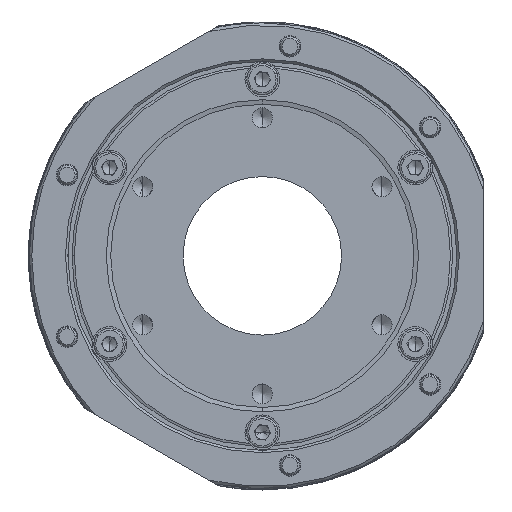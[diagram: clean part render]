
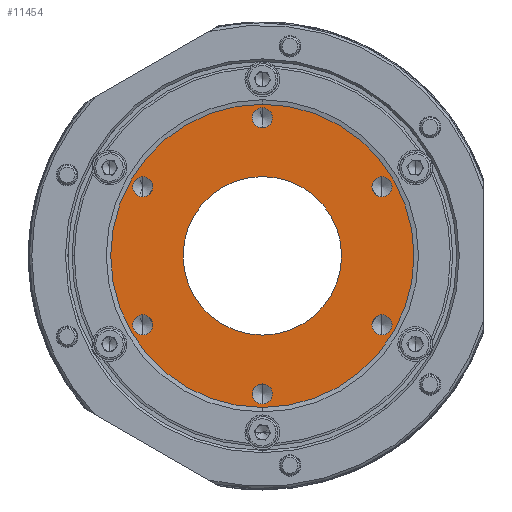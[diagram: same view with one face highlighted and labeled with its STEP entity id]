
A CAD part, left-side view. The second image highlights one B-rep face of the part: STEP entity #11454.
In plain terms, the highlighted planar face has unit normal (-1, 0, 0).
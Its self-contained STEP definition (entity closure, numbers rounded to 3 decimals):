
#671=FACE_BOUND('',#2085,.T.);
#672=FACE_BOUND('',#2086,.T.);
#673=FACE_BOUND('',#2087,.T.);
#674=FACE_BOUND('',#2088,.T.);
#675=FACE_BOUND('',#2089,.T.);
#676=FACE_BOUND('',#2090,.T.);
#677=FACE_BOUND('',#2091,.T.);
#821=PLANE('',#12516);
#1311=FACE_OUTER_BOUND('',#2084,.T.);
#2084=EDGE_LOOP('',(#8938,#8939));
#2085=EDGE_LOOP('',(#8940,#8941));
#2086=EDGE_LOOP('',(#8942,#8943));
#2087=EDGE_LOOP('',(#8944,#8945));
#2088=EDGE_LOOP('',(#8946,#8947));
#2089=EDGE_LOOP('',(#8948,#8949));
#2090=EDGE_LOOP('',(#8950,#8951));
#2091=EDGE_LOOP('',(#8952,#8953));
#4301=CIRCLE('',#12486,4.188);
#4302=CIRCLE('',#12488,4.188);
#4303=CIRCLE('',#12490,4.188);
#4304=CIRCLE('',#12492,4.188);
#4305=CIRCLE('',#12494,4.188);
#4306=CIRCLE('',#12496,4.188);
#4307=CIRCLE('',#12498,4.188);
#4308=CIRCLE('',#12500,4.188);
#4309=CIRCLE('',#12502,4.188);
#4310=CIRCLE('',#12504,4.188);
#4311=CIRCLE('',#12506,4.188);
#4312=CIRCLE('',#12508,4.188);
#4313=CIRCLE('',#12510,33.);
#4314=CIRCLE('',#12512,33.);
#4317=CIRCLE('',#12517,63.134);
#4318=CIRCLE('',#12518,63.134);
#5148=VERTEX_POINT('',#22229);
#5149=VERTEX_POINT('',#22231);
#5150=VERTEX_POINT('',#22237);
#5151=VERTEX_POINT('',#22239);
#5152=VERTEX_POINT('',#22245);
#5153=VERTEX_POINT('',#22247);
#5154=VERTEX_POINT('',#22253);
#5155=VERTEX_POINT('',#22255);
#5156=VERTEX_POINT('',#22261);
#5157=VERTEX_POINT('',#22263);
#5158=VERTEX_POINT('',#22269);
#5159=VERTEX_POINT('',#22271);
#5160=VERTEX_POINT('',#22277);
#5161=VERTEX_POINT('',#22279);
#5164=VERTEX_POINT('',#22290);
#5165=VERTEX_POINT('',#22291);
#6486=EDGE_CURVE('',#5148,#5149,#4301,.T.);
#6488=EDGE_CURVE('',#5149,#5148,#4302,.T.);
#6490=EDGE_CURVE('',#5150,#5151,#4303,.T.);
#6492=EDGE_CURVE('',#5151,#5150,#4304,.T.);
#6494=EDGE_CURVE('',#5152,#5153,#4305,.T.);
#6496=EDGE_CURVE('',#5153,#5152,#4306,.T.);
#6498=EDGE_CURVE('',#5154,#5155,#4307,.T.);
#6500=EDGE_CURVE('',#5155,#5154,#4308,.T.);
#6502=EDGE_CURVE('',#5156,#5157,#4309,.T.);
#6504=EDGE_CURVE('',#5157,#5156,#4310,.T.);
#6506=EDGE_CURVE('',#5158,#5159,#4311,.T.);
#6508=EDGE_CURVE('',#5159,#5158,#4312,.T.);
#6510=EDGE_CURVE('',#5160,#5161,#4313,.T.);
#6512=EDGE_CURVE('',#5161,#5160,#4314,.T.);
#6515=EDGE_CURVE('',#5164,#5165,#4317,.T.);
#6516=EDGE_CURVE('',#5165,#5164,#4318,.T.);
#8938=ORIENTED_EDGE('',*,*,#6515,.T.);
#8939=ORIENTED_EDGE('',*,*,#6516,.T.);
#8940=ORIENTED_EDGE('',*,*,#6510,.F.);
#8941=ORIENTED_EDGE('',*,*,#6512,.F.);
#8942=ORIENTED_EDGE('',*,*,#6506,.F.);
#8943=ORIENTED_EDGE('',*,*,#6508,.F.);
#8944=ORIENTED_EDGE('',*,*,#6502,.F.);
#8945=ORIENTED_EDGE('',*,*,#6504,.F.);
#8946=ORIENTED_EDGE('',*,*,#6498,.F.);
#8947=ORIENTED_EDGE('',*,*,#6500,.F.);
#8948=ORIENTED_EDGE('',*,*,#6494,.F.);
#8949=ORIENTED_EDGE('',*,*,#6496,.F.);
#8950=ORIENTED_EDGE('',*,*,#6490,.F.);
#8951=ORIENTED_EDGE('',*,*,#6492,.F.);
#8952=ORIENTED_EDGE('',*,*,#6486,.F.);
#8953=ORIENTED_EDGE('',*,*,#6488,.F.);
#11454=ADVANCED_FACE('',(#1311,#671,#672,#673,#674,#675,#676,#677),#821,
 .F.);
#12486=AXIS2_PLACEMENT_3D('',#22232,#14749,#14750);
#12488=AXIS2_PLACEMENT_3D('',#22235,#14754,#14755);
#12490=AXIS2_PLACEMENT_3D('',#22240,#14759,#14760);
#12492=AXIS2_PLACEMENT_3D('',#22243,#14764,#14765);
#12494=AXIS2_PLACEMENT_3D('',#22248,#14769,#14770);
#12496=AXIS2_PLACEMENT_3D('',#22251,#14774,#14775);
#12498=AXIS2_PLACEMENT_3D('',#22256,#14779,#14780);
#12500=AXIS2_PLACEMENT_3D('',#22259,#14784,#14785);
#12502=AXIS2_PLACEMENT_3D('',#22264,#14789,#14790);
#12504=AXIS2_PLACEMENT_3D('',#22267,#14794,#14795);
#12506=AXIS2_PLACEMENT_3D('',#22272,#14799,#14800);
#12508=AXIS2_PLACEMENT_3D('',#22275,#14804,#14805);
#12510=AXIS2_PLACEMENT_3D('',#22280,#14809,#14810);
#12512=AXIS2_PLACEMENT_3D('',#22283,#14814,#14815);
#12516=AXIS2_PLACEMENT_3D('',#22289,#14822,#14823);
#12517=AXIS2_PLACEMENT_3D('',#22292,#14824,#14825);
#12518=AXIS2_PLACEMENT_3D('',#22293,#14826,#14827);
#14749=DIRECTION('center_axis',(-1.,0.,0.));
#14750=DIRECTION('ref_axis',(0.,0.,-1.));
#14754=DIRECTION('center_axis',(-1.,0.,0.));
#14755=DIRECTION('ref_axis',(0.,0.,-1.));
#14759=DIRECTION('center_axis',(-1.,0.,0.));
#14760=DIRECTION('ref_axis',(0.,0.,-1.));
#14764=DIRECTION('center_axis',(-1.,0.,0.));
#14765=DIRECTION('ref_axis',(0.,0.,-1.));
#14769=DIRECTION('center_axis',(-1.,0.,0.));
#14770=DIRECTION('ref_axis',(0.,0.,-1.));
#14774=DIRECTION('center_axis',(-1.,0.,0.));
#14775=DIRECTION('ref_axis',(0.,0.,-1.));
#14779=DIRECTION('center_axis',(-1.,0.,0.));
#14780=DIRECTION('ref_axis',(0.,0.,-1.));
#14784=DIRECTION('center_axis',(-1.,0.,0.));
#14785=DIRECTION('ref_axis',(0.,0.,-1.));
#14789=DIRECTION('center_axis',(-1.,0.,0.));
#14790=DIRECTION('ref_axis',(0.,0.,-1.));
#14794=DIRECTION('center_axis',(-1.,0.,0.));
#14795=DIRECTION('ref_axis',(0.,0.,-1.));
#14799=DIRECTION('center_axis',(-1.,0.,0.));
#14800=DIRECTION('ref_axis',(0.,0.,-1.));
#14804=DIRECTION('center_axis',(-1.,0.,0.));
#14805=DIRECTION('ref_axis',(0.,0.,-1.));
#14809=DIRECTION('center_axis',(-1.,0.,0.));
#14810=DIRECTION('ref_axis',(0.,0.,-1.));
#14814=DIRECTION('center_axis',(-1.,0.,0.));
#14815=DIRECTION('ref_axis',(0.,0.,-1.));
#14822=DIRECTION('center_axis',(1.,0.,0.));
#14823=DIRECTION('ref_axis',(0.,0.,-1.));
#14824=DIRECTION('center_axis',(-1.,0.,0.));
#14825=DIRECTION('ref_axis',(0.,0.,-1.));
#14826=DIRECTION('center_axis',(-1.,0.,0.));
#14827=DIRECTION('ref_axis',(0.,0.,1.));
#22229=CARTESIAN_POINT('',(5.6,-49.796,-24.562));
#22231=CARTESIAN_POINT('',(5.6,-49.796,-32.938));
#22232=CARTESIAN_POINT('Origin',(5.6,-49.796,-28.75));
#22235=CARTESIAN_POINT('Origin',(5.6,-49.796,-28.75));
#22237=CARTESIAN_POINT('',(5.6,-49.796,32.938));
#22239=CARTESIAN_POINT('',(5.6,-49.796,24.562));
#22240=CARTESIAN_POINT('Origin',(5.6,-49.796,28.75));
#22243=CARTESIAN_POINT('Origin',(5.6,-49.796,28.75));
#22245=CARTESIAN_POINT('',(5.6,0.,61.688));
#22247=CARTESIAN_POINT('',(5.6,0.,53.312));
#22248=CARTESIAN_POINT('Origin',(5.6,0.,57.5));
#22251=CARTESIAN_POINT('Origin',(5.6,0.,57.5));
#22253=CARTESIAN_POINT('',(5.6,49.796,32.938));
#22255=CARTESIAN_POINT('',(5.6,49.796,24.562));
#22256=CARTESIAN_POINT('Origin',(5.6,49.796,28.75));
#22259=CARTESIAN_POINT('Origin',(5.6,49.796,28.75));
#22261=CARTESIAN_POINT('',(5.6,49.796,-24.562));
#22263=CARTESIAN_POINT('',(5.6,49.796,-32.938));
#22264=CARTESIAN_POINT('Origin',(5.6,49.796,-28.75));
#22267=CARTESIAN_POINT('Origin',(5.6,49.796,-28.75));
#22269=CARTESIAN_POINT('',(5.6,0.,-53.312));
#22271=CARTESIAN_POINT('',(5.6,0.,-61.688));
#22272=CARTESIAN_POINT('Origin',(5.6,0.,-57.5));
#22275=CARTESIAN_POINT('Origin',(5.6,0.,-57.5));
#22277=CARTESIAN_POINT('',(5.6,0.,33.));
#22279=CARTESIAN_POINT('',(5.6,0.,-33.));
#22280=CARTESIAN_POINT('Origin',(5.6,0.,0.));
#22283=CARTESIAN_POINT('Origin',(5.6,0.,0.));
#22289=CARTESIAN_POINT('Origin',(5.6,-63.134,0.));
#22290=CARTESIAN_POINT('',(5.6,0.,63.134));
#22291=CARTESIAN_POINT('',(5.6,0.,-63.134));
#22292=CARTESIAN_POINT('Origin',(5.6,0.,0.));
#22293=CARTESIAN_POINT('Origin',(5.6,0.,0.));
